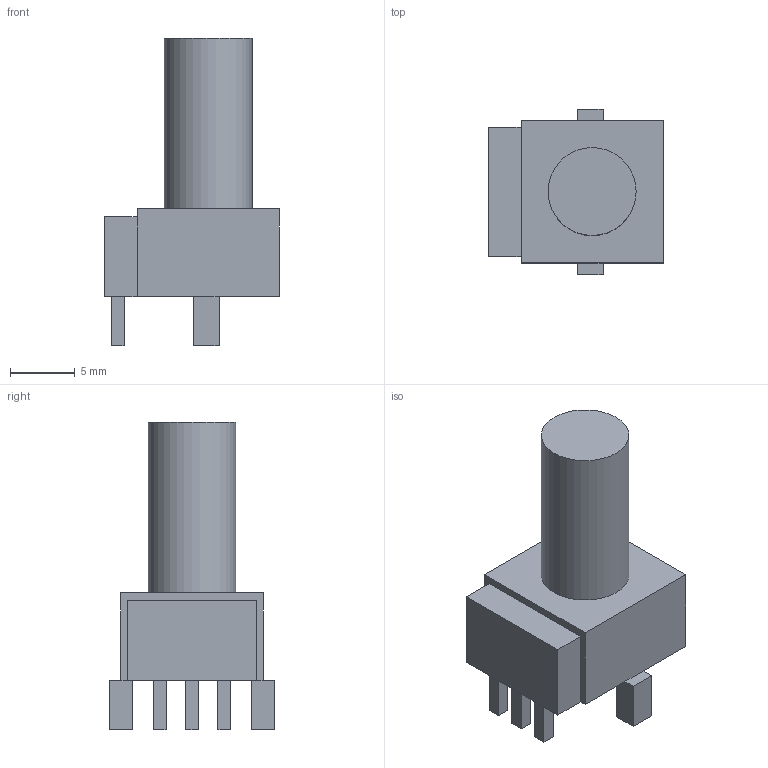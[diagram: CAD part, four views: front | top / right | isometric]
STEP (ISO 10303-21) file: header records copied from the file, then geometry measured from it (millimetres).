
FILE_DESCRIPTION(('FreeCAD Model'),'2;1');
FILE_NAME('Potentiometer_Bourns)PTV09A.step','2020-11-03T23:59:23',( 'kicad StepUp'),('ksu MCAD'),'Open CASCADE STEP processor 7.4', 'FreeCAD','Unknown');
FILE_SCHEMA(('AUTOMOTIVE_DESIGN { 1 0 10303 214 1 1 1 1 }'));
Length unit declared in the file: millimetre
Products named in the file (1): Potentiometer_Bourns)PTV09A
Bounding box: 13.5 x 12.8 x 23.8 mm (x, y, z)
Volume: 1495.9 mm3; surface area: 1014.7 mm2
Topology: 1 solids, 1 shells, 41 faces, 97 edges, 63 vertices
Faces by surface type: plane 40, cylinder 1
Full cylindrical faces by diameter (mm): 6.8 x1
Entity records: 1454 total; most frequent: CARTESIAN_POINT 202, ORIENTED_EDGE 194, DIRECTION 184, EDGE_CURVE 97, LINE 94, VECTOR 94, VERTEX_POINT 63, FACE_BOUND 46
